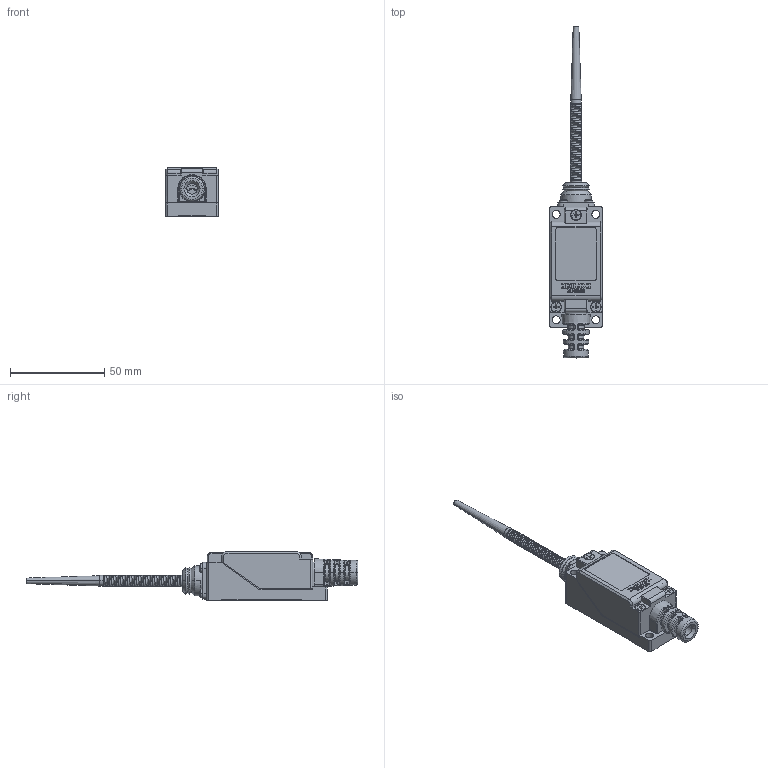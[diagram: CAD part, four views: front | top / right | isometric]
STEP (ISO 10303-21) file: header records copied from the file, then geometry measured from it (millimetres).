
FILE_DESCRIPTION((''),'2;1');
FILE_NAME('LXJMH-8166_SW0001','2022-03-10T',('xiangyu.li'),(''),'PRO/ENGINEER BY PARAMETRIC TECHNOLOGY CORPORATION, 2015440','PRO/ENGINEER BY PARAMETRIC TECHNOLOGY CORPORATION, 2015440','');
FILE_SCHEMA(('CONFIG_CONTROL_DESIGN'));
Products named in the file (1): LXJMH-8166_SW0001
Bounding box: 28 x 176.25 x 26 mm (x, y, z)
Volume: 21203.1 mm3; surface area: 21495.8 mm2
Topology: 1 solids, 2 shells, 1317 faces, 3461 edges, 2200 vertices
Faces by surface type: plane 675, cylinder 217, extrusion 176, bspline 100, cone 83, torus 58, sphere 8
Entity records: 76881 total; most frequent: CARTESIAN_POINT 45192, ORIENTED_EDGE 6922, DIRECTION 5906, EDGE_CURVE 3461, VECTOR 2290, VERTEX_POINT 2200, LINE 2114, AXIS2_PLACEMENT_3D 1808
